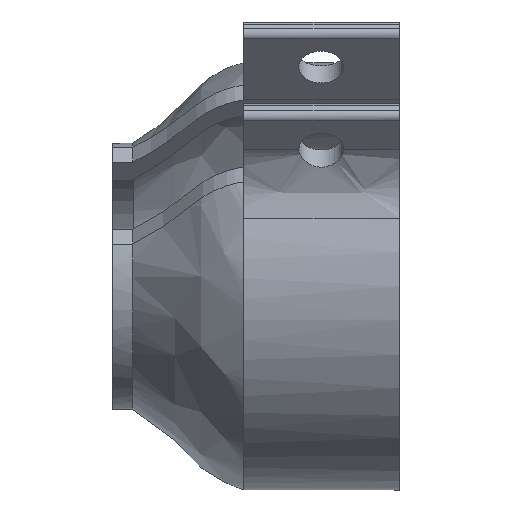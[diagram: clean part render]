
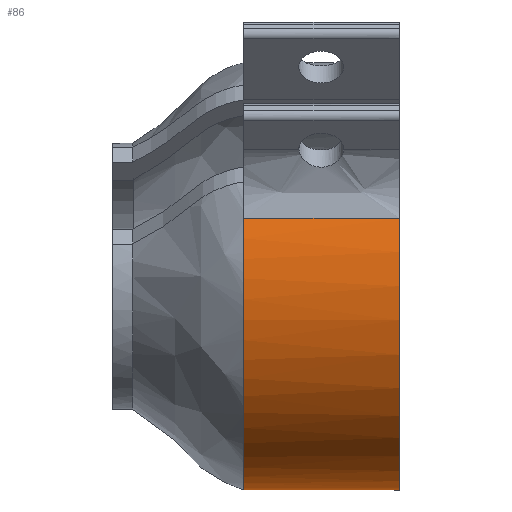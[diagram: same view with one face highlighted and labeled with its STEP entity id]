
A CAD part, front view. The second image highlights one B-rep face of the part: STEP entity #86.
In plain terms, the highlighted free-form (B-spline) face has degree [1, 2] with [2, 9] control points.
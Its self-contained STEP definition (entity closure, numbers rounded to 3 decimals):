
#86=ADVANCED_FACE('',(#293),#3268,.T.);
#293=FACE_OUTER_BOUND('',#502,.T.);
#502=EDGE_LOOP('',(#940,#941,#942,#943));
#940=ORIENTED_EDGE('',*,*,#1884,.T.);
#941=ORIENTED_EDGE('',*,*,#1844,.F.);
#942=ORIENTED_EDGE('',*,*,#1883,.F.);
#943=ORIENTED_EDGE('',*,*,#1882,.F.);
#1844=EDGE_CURVE('',#2871,#2872,#2305,.T.);
#1882=EDGE_CURVE('',#2824,#2825,#2320,.T.);
#1883=EDGE_CURVE('',#2825,#2871,#2321,.T.);
#1884=EDGE_CURVE('',#2824,#2872,#2322,.T.);
#2305=(
BOUNDED_CURVE()
B_SPLINE_CURVE(1,(#6085,#6086,#6087),.UNSPECIFIED.,.F.,.F.)
B_SPLINE_CURVE_WITH_KNOTS((2,1,2),(0.,22.025,22.225),.UNSPECIFIED.)
CURVE()
GEOMETRIC_REPRESENTATION_ITEM()
RATIONAL_B_SPLINE_CURVE((1.,1.,1.))
REPRESENTATION_ITEM('')
);
#2320=(
BOUNDED_CURVE()
B_SPLINE_CURVE(1,(#6224,#6225),.UNSPECIFIED.,.F.,.F.)
B_SPLINE_CURVE_WITH_KNOTS((2,2),(0.,22.225),.UNSPECIFIED.)
CURVE()
GEOMETRIC_REPRESENTATION_ITEM()
RATIONAL_B_SPLINE_CURVE((1.,1.))
REPRESENTATION_ITEM('')
);
#2321=(
BOUNDED_CURVE()
B_SPLINE_CURVE(2,(#6226,#6227,#6228,#6229,#6230),.UNSPECIFIED.,.F.,.F.)
B_SPLINE_CURVE_WITH_KNOTS((3,2,3),(121.584,129.591,172.788),
 .UNSPECIFIED.)
CURVE()
GEOMETRIC_REPRESENTATION_ITEM()
RATIONAL_B_SPLINE_CURVE((1.,0.991,1.,0.707,1.))
REPRESENTATION_ITEM('')
);
#2322=(
BOUNDED_CURVE()
B_SPLINE_CURVE(2,(#6231,#6232,#6233,#6234,#6235),.UNSPECIFIED.,.F.,.F.)
B_SPLINE_CURVE_WITH_KNOTS((3,2,3),(121.584,129.591,172.788),
 .UNSPECIFIED.)
CURVE()
GEOMETRIC_REPRESENTATION_ITEM()
RATIONAL_B_SPLINE_CURVE((1.,0.991,1.,0.707,1.))
REPRESENTATION_ITEM('')
);
#2824=VERTEX_POINT('',#5363);
#2825=VERTEX_POINT('',#5364);
#2871=VERTEX_POINT('',#5410);
#2872=VERTEX_POINT('',#5411);
#3268=(
BOUNDED_SURFACE()
B_SPLINE_SURFACE(1,2,((#3849,#3850,#3851,#3852,#3853,#3854,#3855,#3856,
#3857),(#3858,#3859,#3860,#3861,#3862,#3863,#3864,#3865,#3866)),
 .UNSPECIFIED.,.F.,.F.,.F.)
B_SPLINE_SURFACE_WITH_KNOTS((2,2),(3,2,2,2,3),(0.,22.225),(0.,43.197,
86.394,129.591,172.788),.UNSPECIFIED.)
GEOMETRIC_REPRESENTATION_ITEM()
RATIONAL_B_SPLINE_SURFACE(((1.,0.707,1.,0.707,1.,
0.707,1.,0.707,1.),(1.,0.707,1.,0.707,
1.,0.707,1.,0.707,1.)))
REPRESENTATION_ITEM('')
SURFACE()
);
#3849=CARTESIAN_POINT('',(-64.907,34.904,-12.941));
#3850=CARTESIAN_POINT('',(-64.907,65.404,-12.941));
#3851=CARTESIAN_POINT('',(-64.907,65.404,17.559));
#3852=CARTESIAN_POINT('',(-64.907,65.404,48.059));
#3853=CARTESIAN_POINT('',(-64.907,34.904,48.059));
#3854=CARTESIAN_POINT('',(-64.907,4.404,48.059));
#3855=CARTESIAN_POINT('',(-64.907,4.404,17.559));
#3856=CARTESIAN_POINT('',(-64.907,4.404,-12.941));
#3857=CARTESIAN_POINT('',(-64.907,34.904,-12.941));
#3858=CARTESIAN_POINT('',(-87.132,34.904,-12.941));
#3859=CARTESIAN_POINT('',(-87.132,65.404,-12.941));
#3860=CARTESIAN_POINT('',(-87.132,65.404,17.559));
#3861=CARTESIAN_POINT('',(-87.132,65.404,48.059));
#3862=CARTESIAN_POINT('',(-87.132,34.904,48.059));
#3863=CARTESIAN_POINT('',(-87.132,4.404,48.059));
#3864=CARTESIAN_POINT('',(-87.132,4.404,17.559));
#3865=CARTESIAN_POINT('',(-87.132,4.404,-12.941));
#3866=CARTESIAN_POINT('',(-87.132,34.904,-12.941));
#5363=CARTESIAN_POINT('',(-87.132,5.554,25.854));
#5364=CARTESIAN_POINT('',(-64.907,5.554,25.854));
#5410=CARTESIAN_POINT('',(-64.907,34.904,-12.941));
#5411=CARTESIAN_POINT('',(-87.132,34.904,-12.941));
#6085=CARTESIAN_POINT('',(-64.907,34.904,-12.941));
#6086=CARTESIAN_POINT('',(-86.932,34.904,-12.941));
#6087=CARTESIAN_POINT('',(-87.132,34.904,-12.941));
#6224=CARTESIAN_POINT('',(-87.132,5.554,25.854));
#6225=CARTESIAN_POINT('',(-64.907,5.554,25.854));
#6226=CARTESIAN_POINT('',(-64.907,5.554,25.854));
#6227=CARTESIAN_POINT('',(-64.907,4.404,21.786));
#6228=CARTESIAN_POINT('',(-64.907,4.404,17.559));
#6229=CARTESIAN_POINT('',(-64.907,4.404,-12.941));
#6230=CARTESIAN_POINT('',(-64.907,34.904,-12.941));
#6231=CARTESIAN_POINT('',(-87.132,5.554,25.854));
#6232=CARTESIAN_POINT('',(-87.132,4.404,21.786));
#6233=CARTESIAN_POINT('',(-87.132,4.404,17.559));
#6234=CARTESIAN_POINT('',(-87.132,4.404,-12.941));
#6235=CARTESIAN_POINT('',(-87.132,34.904,-12.941));
